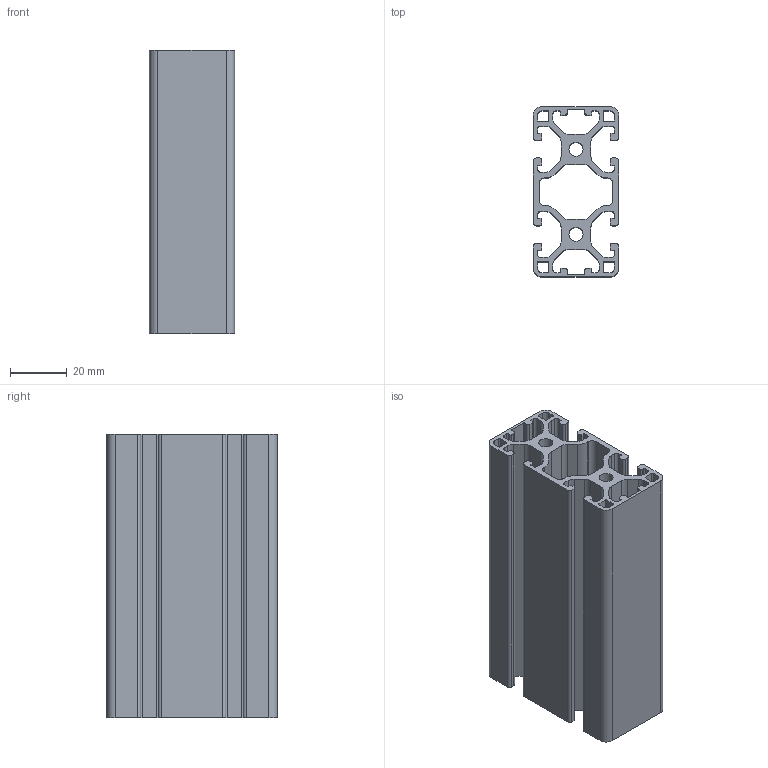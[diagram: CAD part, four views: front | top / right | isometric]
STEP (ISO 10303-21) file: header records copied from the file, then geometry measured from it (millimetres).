
FILE_DESCRIPTION(('STEP AP203'),'1');
FILE_NAME('BASE06E0266.stp','2023-12-11T15:53:02',(' '),(' '),'Spatial InterOp 3D',' ',' ');
FILE_SCHEMA(('CONFIG_CONTROL_DESIGN'));
Length unit declared in the file: millimetre
Products named in the file (1): Profilé 6 60x30 2N180 léger
Bounding box: 30 x 60 x 100 mm (x, y, z)
Volume: 63057.4 mm3; surface area: 59744.8 mm2
Topology: 1 solids, 1 shells, 236 faces, 704 edges, 470 vertices
Faces by surface type: plane 118, cylinder 118
Full cylindrical faces by diameter (mm): 4.98 x2
Entity records: 8130 total; most frequent: DIRECTION 1410, CARTESIAN_POINT 1405, ORIENTED_EDGE 1400, EDGE_CURVE 700, AXIS2_PLACEMENT_3D 473, VERTEX_POINT 468, LINE 464, VECTOR 464
